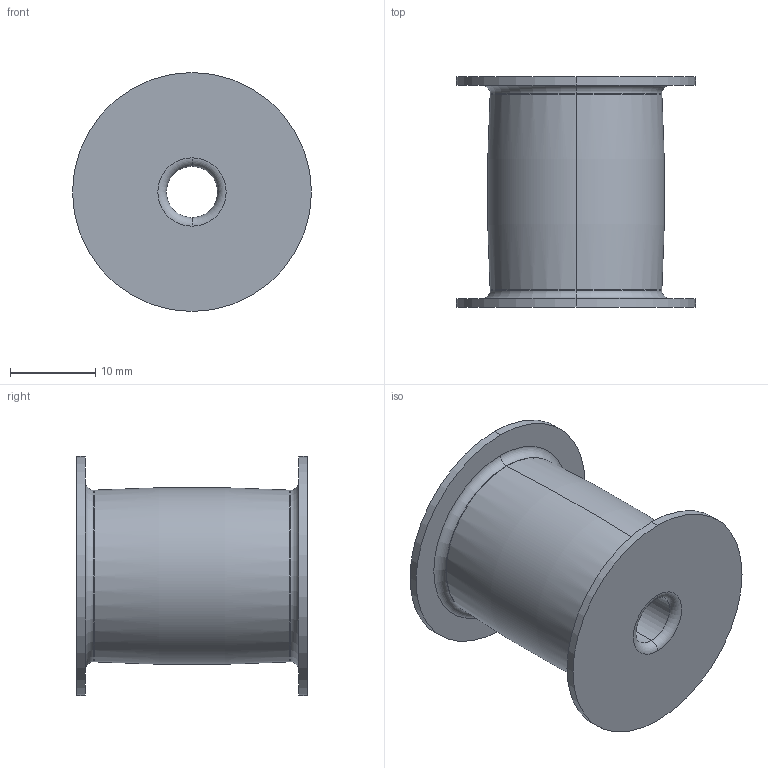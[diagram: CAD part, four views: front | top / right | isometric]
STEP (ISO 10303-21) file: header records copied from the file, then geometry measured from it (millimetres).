
FILE_DESCRIPTION (( 'STEP AP214' ), '1' );
FILE_NAME ('ﾂ裝黑隆 頡.STEP', '2025-10-22T08:45:10', ( '' ), ( '' ), 'SwSTEP 2.0', 'SolidWorks 2024', '' );
FILE_SCHEMA (( 'AUTOMOTIVE_DESIGN' ));
Length unit declared in the file: millimetre
Products named in the file (1): Ведомый шкиф
Bounding box: 28 x 27 x 28 mm (x, y, z)
Volume: 8740 mm3; surface area: 3997.8 mm2
Topology: 1 solids, 1 shells, 24 faces, 48 edges, 28 vertices
Faces by surface type: torus 14, cylinder 6, plane 4
Entity records: 665 total; most frequent: DIRECTION 140, CARTESIAN_POINT 101, ORIENTED_EDGE 96, AXIS2_PLACEMENT_3D 67, EDGE_CURVE 48, CIRCLE 42, VERTEX_POINT 28, EDGE_LOOP 28
